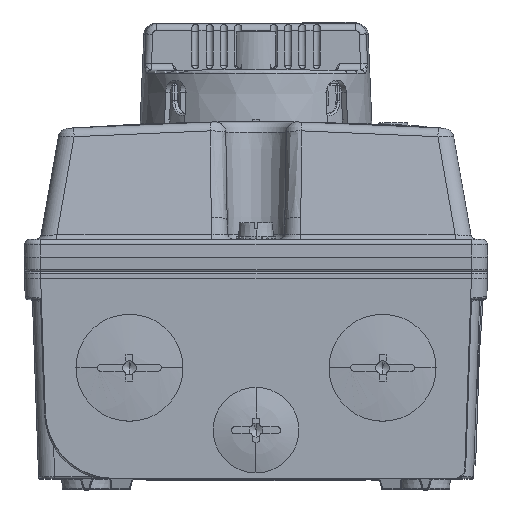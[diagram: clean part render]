
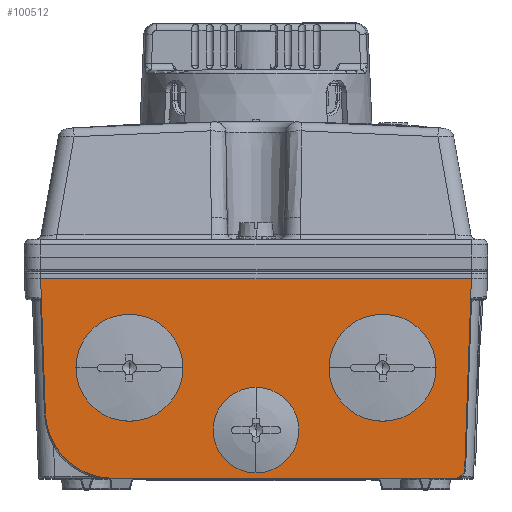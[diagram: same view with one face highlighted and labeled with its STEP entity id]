
A CAD part, top view. The second image highlights one B-rep face of the part: STEP entity #100512.
In plain terms, the highlighted planar face has unit normal (0, 0, 1).
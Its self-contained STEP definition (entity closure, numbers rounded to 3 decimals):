
#22486=DIRECTION('',(-1.,0.,0.));
#22487=VECTOR('',#22486,120.797);
#22488=CARTESIAN_POINT('',(60.398,0.,82.4));
#22489=LINE('',#22488,#22487);
#23378=DIRECTION('',(-0.035,0.999,0.));
#23379=VECTOR('',#23378,37.686);
#23380=CARTESIAN_POINT('',(-59.083,-37.663,82.4));
#23381=LINE('',#23380,#23379);
#23382=DIRECTION('',(-0.035,-0.999,0.));
#23383=VECTOR('',#23382,53.137);
#23384=CARTESIAN_POINT('',(60.398,0.,82.4));
#23385=LINE('',#23384,#23383);
#23386=CARTESIAN_POINT('',(55.546,-53.,82.4));
#23387=DIRECTION('',(0.,0.,-1.));
#23388=DIRECTION('',(0.999,-0.035,0.));
#23389=AXIS2_PLACEMENT_3D('',#23386,#23387,#23388);
#23391=DIRECTION('',(-1.,0.,0.));
#23392=VECTOR('',#23391,95.641);
#23393=CARTESIAN_POINT('',(55.546,-56.,82.4));
#23394=LINE('',#23393,#23392);
#23395=CARTESIAN_POINT('',(-40.095,-37.,82.4));
#23396=DIRECTION('',(0.,0.,-1.));
#23397=DIRECTION('',(0.,-1.,0.));
#23398=AXIS2_PLACEMENT_3D('',#23395,#23396,#23397);
#23400=CARTESIAN_POINT('',(0.,-42.5,82.4));
#23401=DIRECTION('',(0.,0.,-1.));
#23402=DIRECTION('',(0.,-1.,0.));
#23403=AXIS2_PLACEMENT_3D('',#23400,#23401,#23402);
#23405=CARTESIAN_POINT('',(0.,-42.5,82.4));
#23406=DIRECTION('',(0.,0.,-1.));
#23407=DIRECTION('',(0.,1.,0.));
#23408=AXIS2_PLACEMENT_3D('',#23405,#23406,#23407);
#23410=CARTESIAN_POINT('',(35.5,-25.,82.4));
#23411=DIRECTION('',(0.,0.,-1.));
#23412=DIRECTION('',(0.,1.,0.));
#23413=AXIS2_PLACEMENT_3D('',#23410,#23411,#23412);
#23415=CARTESIAN_POINT('',(35.5,-25.,82.4));
#23416=DIRECTION('',(0.,0.,-1.));
#23417=DIRECTION('',(0.,-1.,0.));
#23418=AXIS2_PLACEMENT_3D('',#23415,#23416,#23417);
#23420=CARTESIAN_POINT('',(-35.5,-25.,82.4));
#23421=DIRECTION('',(0.,0.,-1.));
#23422=DIRECTION('',(0.,1.,0.));
#23423=AXIS2_PLACEMENT_3D('',#23420,#23421,#23422);
#23425=CARTESIAN_POINT('',(-35.5,-25.,82.4));
#23426=DIRECTION('',(0.,0.,-1.));
#23427=DIRECTION('',(0.,-1.,0.));
#23428=AXIS2_PLACEMENT_3D('',#23425,#23426,#23427);
#50774=CARTESIAN_POINT('',(-40.095,-56.,82.4));
#50775=VERTEX_POINT('',#50774);
#50776=CARTESIAN_POINT('',(55.546,-56.,82.4));
#50777=VERTEX_POINT('',#50776);
#51431=CARTESIAN_POINT('',(58.544,-53.105,82.4));
#51432=VERTEX_POINT('',#51431);
#51433=CARTESIAN_POINT('',(-59.083,-37.663,82.4));
#51434=CARTESIAN_POINT('',(-60.398,0.,82.4));
#51435=VERTEX_POINT('',#51433);
#51436=VERTEX_POINT('',#51434);
#51437=CARTESIAN_POINT('',(60.398,0.,82.4));
#51438=VERTEX_POINT('',#51437);
#56764=CARTESIAN_POINT('',(0.,-54.5,82.4));
#56765=CARTESIAN_POINT('',(0.,-30.5,82.4));
#56766=VERTEX_POINT('',#56764);
#56767=VERTEX_POINT('',#56765);
#56885=CARTESIAN_POINT('',(35.5,-10.,82.4));
#56886=CARTESIAN_POINT('',(35.5,-40.,82.4));
#56887=VERTEX_POINT('',#56885);
#56888=VERTEX_POINT('',#56886);
#57006=CARTESIAN_POINT('',(-35.5,-10.,82.4));
#57007=CARTESIAN_POINT('',(-35.5,-40.,82.4));
#57008=VERTEX_POINT('',#57006);
#57009=VERTEX_POINT('',#57007);
#100477=CARTESIAN_POINT('',(0.,0.,82.4));
#100478=DIRECTION('',(0.,0.,1.));
#100479=DIRECTION('',(1.,0.,0.));
#100480=AXIS2_PLACEMENT_3D('',#100477,#100478,#100479);
#100481=PLANE('',#100480);
#100482=ORIENTED_EDGE('',*,*,#100463,.T.);
#100483=ORIENTED_EDGE('',*,*,#98644,.F.);
#100485=ORIENTED_EDGE('',*,*,#100484,.T.);
#100487=ORIENTED_EDGE('',*,*,#100486,.T.);
#100489=ORIENTED_EDGE('',*,*,#100488,.T.);
#100491=ORIENTED_EDGE('',*,*,#100490,.T.);
#100492=EDGE_LOOP('',(#100482,#100483,#100485,#100487,#100489,#100491));
#100493=FACE_OUTER_BOUND('',#100492,.F.);
#100495=ORIENTED_EDGE('',*,*,#100494,.F.);
#100497=ORIENTED_EDGE('',*,*,#100496,.F.);
#100498=EDGE_LOOP('',(#100495,#100497));
#100499=FACE_BOUND('',#100498,.F.);
#100501=ORIENTED_EDGE('',*,*,#100500,.F.);
#100503=ORIENTED_EDGE('',*,*,#100502,.F.);
#100504=EDGE_LOOP('',(#100501,#100503));
#100505=FACE_BOUND('',#100504,.F.);
#100507=ORIENTED_EDGE('',*,*,#100506,.F.);
#100509=ORIENTED_EDGE('',*,*,#100508,.F.);
#100510=EDGE_LOOP('',(#100507,#100509));
#100511=FACE_BOUND('',#100510,.F.);
#23390=CIRCLE('',#23389,3.);
#23399=CIRCLE('',#23398,19.);
#23404=CIRCLE('',#23403,12.);
#23409=CIRCLE('',#23408,12.);
#23414=CIRCLE('',#23413,15.);
#23419=CIRCLE('',#23418,15.);
#23424=CIRCLE('',#23423,15.);
#23429=CIRCLE('',#23428,15.);
#98644=EDGE_CURVE('',#51438,#51436,#22489,.T.);
#100463=EDGE_CURVE('',#51435,#51436,#23381,.T.);
#100484=EDGE_CURVE('',#51438,#51432,#23385,.T.);
#100486=EDGE_CURVE('',#51432,#50777,#23390,.T.);
#100488=EDGE_CURVE('',#50777,#50775,#23394,.T.);
#100490=EDGE_CURVE('',#50775,#51435,#23399,.T.);
#100494=EDGE_CURVE('',#56766,#56767,#23404,.T.);
#100496=EDGE_CURVE('',#56767,#56766,#23409,.T.);
#100500=EDGE_CURVE('',#56887,#56888,#23414,.T.);
#100502=EDGE_CURVE('',#56888,#56887,#23419,.T.);
#100506=EDGE_CURVE('',#57008,#57009,#23424,.T.);
#100508=EDGE_CURVE('',#57009,#57008,#23429,.T.);
#100512=ADVANCED_FACE('',(#100493,#100499,#100505,#100511),#100481,.T.);
